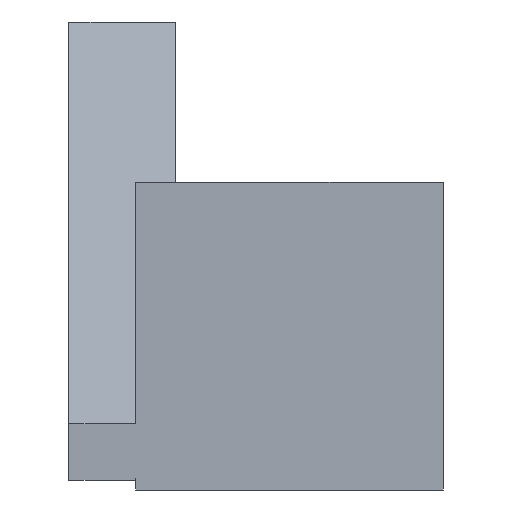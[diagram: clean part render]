
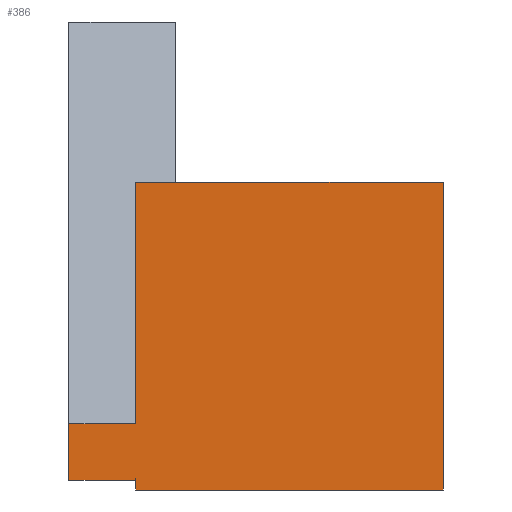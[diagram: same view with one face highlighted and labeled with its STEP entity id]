
A CAD part, left-side view. The second image highlights one B-rep face of the part: STEP entity #386.
In plain terms, the highlighted planar face has unit normal (-1, 0, 0).
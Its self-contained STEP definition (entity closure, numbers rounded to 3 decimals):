
#158=CARTESIAN_POINT('Line Origine',(-35.,-8.5,-23.)) ;
#162=CARTESIAN_POINT('Vertex',(-35.,-20.,-23.)) ;
#164=CARTESIAN_POINT('Vertex',(-35.,3.,-23.)) ;
#324=CARTESIAN_POINT('Axis2P3D Location',(-35.,0.,-23.)) ;
#329=CARTESIAN_POINT('Line Origine',(-35.,-8.5,0.)) ;
#333=CARTESIAN_POINT('Vertex',(-35.,-20.,0.)) ;
#335=CARTESIAN_POINT('Vertex',(-35.,3.,0.)) ;
#338=CARTESIAN_POINT('Line Origine',(-35.,3.,-9.015)) ;
#342=CARTESIAN_POINT('Vertex',(-35.,3.,-18.029)) ;
#345=CARTESIAN_POINT('Line Origine',(-35.,5.5,-18.029)) ;
#349=CARTESIAN_POINT('Vertex',(-35.,8.,-18.029)) ;
#352=CARTESIAN_POINT('Line Origine',(-35.,8.,-20.151)) ;
#356=CARTESIAN_POINT('Vertex',(-35.,8.,-22.272)) ;
#359=CARTESIAN_POINT('Line Origine',(-35.,5.5,-22.272)) ;
#363=CARTESIAN_POINT('Vertex',(-35.,3.,-22.272)) ;
#366=CARTESIAN_POINT('Line Origine',(-35.,3.,-22.636)) ;
#371=CARTESIAN_POINT('Line Origine',(-35.,-20.,-11.5)) ;
#159=DIRECTION('Vector Direction',(0.,1.,0.)) ;
#325=DIRECTION('Axis2P3D Direction',(-1.,0.,0.)) ;
#326=DIRECTION('Axis2P3D XDirection',(0.,0.,1.)) ;
#330=DIRECTION('Vector Direction',(0.,1.,0.)) ;
#339=DIRECTION('Vector Direction',(0.,0.,1.)) ;
#346=DIRECTION('Vector Direction',(0.,1.,0.)) ;
#353=DIRECTION('Vector Direction',(0.,0.,-1.)) ;
#360=DIRECTION('Vector Direction',(0.,1.,0.)) ;
#367=DIRECTION('Vector Direction',(0.,0.,1.)) ;
#372=DIRECTION('Vector Direction',(0.,0.,-1.)) ;
#327=AXIS2_PLACEMENT_3D('Plane Axis2P3D',#324,#325,#326) ;
#377=ORIENTED_EDGE('',*,*,#337,.T.) ;
#378=ORIENTED_EDGE('',*,*,#344,.F.) ;
#379=ORIENTED_EDGE('',*,*,#351,.T.) ;
#380=ORIENTED_EDGE('',*,*,#358,.F.) ;
#381=ORIENTED_EDGE('',*,*,#365,.F.) ;
#382=ORIENTED_EDGE('',*,*,#370,.F.) ;
#383=ORIENTED_EDGE('',*,*,#166,.F.) ;
#384=ORIENTED_EDGE('',*,*,#375,.F.) ;
#160=VECTOR('Line Direction',#159,1.) ;
#331=VECTOR('Line Direction',#330,1.) ;
#340=VECTOR('Line Direction',#339,1.) ;
#347=VECTOR('Line Direction',#346,1.) ;
#354=VECTOR('Line Direction',#353,1.) ;
#361=VECTOR('Line Direction',#360,1.) ;
#368=VECTOR('Line Direction',#367,1.) ;
#373=VECTOR('Line Direction',#372,1.) ;
#386=ADVANCED_FACE('',(#385),#328,.T.) ;
#166=EDGE_CURVE('',#163,#165,#161,.T.) ;
#337=EDGE_CURVE('',#334,#336,#332,.T.) ;
#344=EDGE_CURVE('',#343,#336,#341,.T.) ;
#351=EDGE_CURVE('',#343,#350,#348,.T.) ;
#358=EDGE_CURVE('',#357,#350,#355,.F.) ;
#365=EDGE_CURVE('',#364,#357,#362,.T.) ;
#370=EDGE_CURVE('',#165,#364,#369,.T.) ;
#375=EDGE_CURVE('',#334,#163,#374,.T.) ;
#376=EDGE_LOOP('',(#377,#378,#379,#380,#381,#382,#383,#384)) ;
#385=FACE_OUTER_BOUND('',#376,.T.) ;
#161=LINE('Line',#158,#160) ;
#332=LINE('Line',#329,#331) ;
#341=LINE('Line',#338,#340) ;
#348=LINE('Line',#345,#347) ;
#355=LINE('Line',#352,#354) ;
#362=LINE('Line',#359,#361) ;
#369=LINE('Line',#366,#368) ;
#374=LINE('Line',#371,#373) ;
#328=PLANE('Plane',#327) ;
#163=VERTEX_POINT('',#162) ;
#165=VERTEX_POINT('',#164) ;
#334=VERTEX_POINT('',#333) ;
#336=VERTEX_POINT('',#335) ;
#343=VERTEX_POINT('',#342) ;
#350=VERTEX_POINT('',#349) ;
#357=VERTEX_POINT('',#356) ;
#364=VERTEX_POINT('',#363) ;
